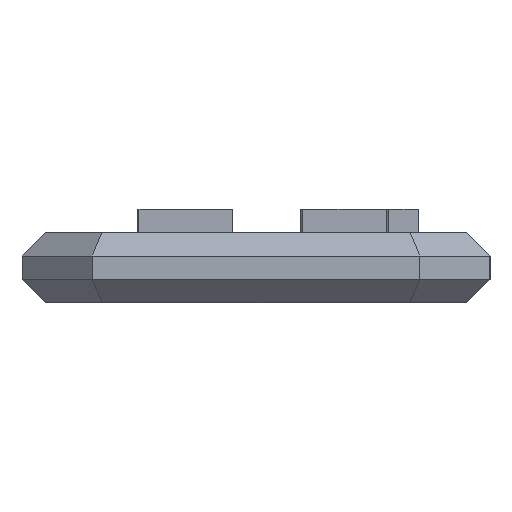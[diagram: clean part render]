
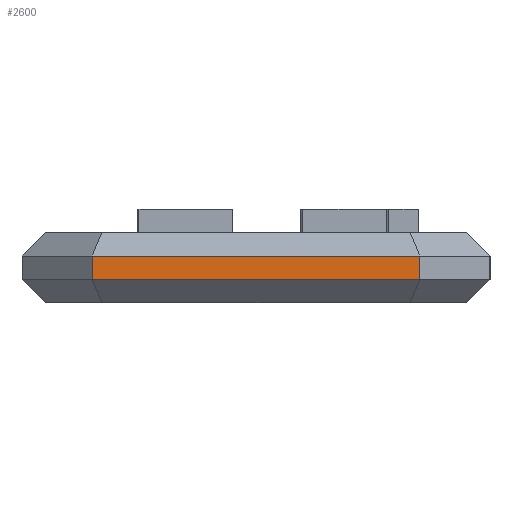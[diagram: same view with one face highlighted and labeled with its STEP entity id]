
A CAD part, left-side view. The second image highlights one B-rep face of the part: STEP entity #2600.
In plain terms, the highlighted planar face has unit normal (-1, 0, 0).
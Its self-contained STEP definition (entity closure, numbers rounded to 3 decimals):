
#2600=ADVANCED_FACE('',(#5416),#5418,.T.);
#5416=FACE_BOUND('',#5417,.T.);
#5417=EDGE_LOOP('',(#7984,#7985,#7986,#7987));
#5418=PLANE('',#5419);
#5419=AXIS2_PLACEMENT_3D('',#5420,#5421,#5422);
#5420=CARTESIAN_POINT('',(-30.,10.,0.));
#5421=DIRECTION('',(-1.,0.,0.));
#5422=DIRECTION('',(0.,-1.,0.));
#7984=ORIENTED_EDGE('',*,*,#9122,.T.);
#7985=ORIENTED_EDGE('',*,*,#9676,.T.);
#7986=ORIENTED_EDGE('',*,*,#9147,.F.);
#7987=ORIENTED_EDGE('',*,*,#9677,.F.);
#9122=EDGE_CURVE('',#10482,#10483,#10484,.T.);
#9147=EDGE_CURVE('',#10517,#10520,#10521,.T.);
#9676=EDGE_CURVE('',#10483,#10520,#11313,.T.);
#9677=EDGE_CURVE('',#10482,#10517,#11314,.T.);
#10482=VERTEX_POINT('',#12841);
#10483=VERTEX_POINT('',#12842);
#10484=LINE('',#12843,#12844);
#10517=VERTEX_POINT('',#12922);
#10520=VERTEX_POINT('',#12929);
#10521=LINE('',#12930,#12931);
#11313=LINE('',#14780,#14781);
#11314=LINE('',#14783,#14784);
#12841=CARTESIAN_POINT('',(-30.,7.,1.));
#12842=CARTESIAN_POINT('',(-30.,-7.,1.));
#12843=CARTESIAN_POINT('',(-30.,7.,1.));
#12844=VECTOR('',#12845,1.);
#12845=DIRECTION('',(0.,-1.,0.));
#12922=CARTESIAN_POINT('',(-30.,7.,2.));
#12929=CARTESIAN_POINT('',(-30.,-7.,2.));
#12930=CARTESIAN_POINT('',(-30.,7.,2.));
#12931=VECTOR('',#12932,1.);
#12932=DIRECTION('',(0.,-1.,0.));
#14780=CARTESIAN_POINT('',(-30.,-7.,1.));
#14781=VECTOR('',#14782,1.);
#14782=DIRECTION('',(0.,0.,1.));
#14783=CARTESIAN_POINT('',(-30.,7.,1.));
#14784=VECTOR('',#14785,1.);
#14785=DIRECTION('',(0.,0.,1.));
